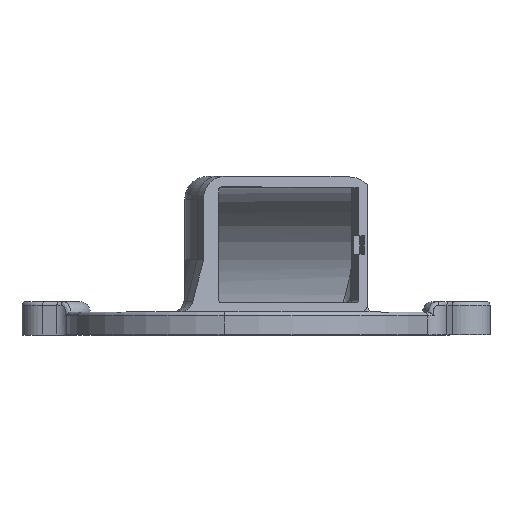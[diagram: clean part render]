
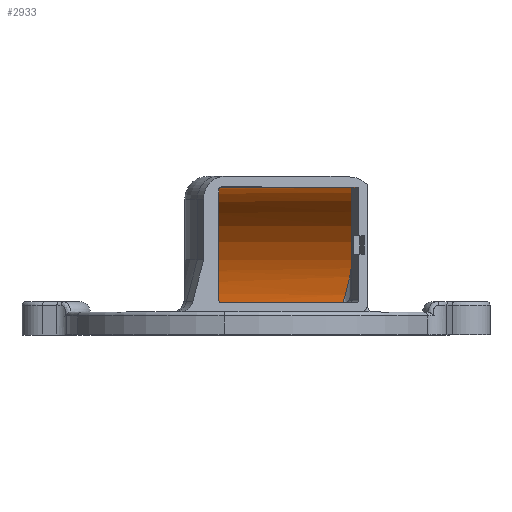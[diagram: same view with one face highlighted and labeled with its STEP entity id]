
A CAD part, top view. The second image highlights one B-rep face of the part: STEP entity #2933.
In plain terms, the highlighted cylindrical face has radius 16.5 mm (diameter 33 mm), a partial arc.
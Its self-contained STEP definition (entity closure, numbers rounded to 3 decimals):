
#100=ELLIPSE('',#3033,39.042,16.5);
#104=ELLIPSE('',#3205,18.206,16.5);
#254=FACE_OUTER_BOUND('',#418,.T.);
#418=EDGE_LOOP('',(#2622,#2623,#2624,#2625,#2626,#2627,#2628,#2629));
#563=CIRCLE('',#3215,16.5);
#564=CIRCLE('',#3217,16.5);
#722=B_SPLINE_CURVE_WITH_KNOTS('',3,(#18333,#18334,#18335,#18336,#18337,
#18338),.UNSPECIFIED.,.F.,.F.,(4,2,4),(-0.691,-0.345,
0.),.UNSPECIFIED.);
#723=B_SPLINE_CURVE_WITH_KNOTS('',3,(#18341,#18342,#18343,#18344,#18345,
#18346),.UNSPECIFIED.,.F.,.F.,(4,2,4),(-2.084,-1.739,
-1.394),.UNSPECIFIED.);
#864=LINE('',#18265,#1014);
#873=LINE('',#18340,#1023);
#1014=VECTOR('',#3836,10.);
#1023=VECTOR('',#3877,10.);
#1197=VERTEX_POINT('',#15390);
#1198=VERTEX_POINT('',#15392);
#1329=VERTEX_POINT('',#18263);
#1335=VERTEX_POINT('',#18294);
#1340=VERTEX_POINT('',#18319);
#1342=VERTEX_POINT('',#18330);
#1343=VERTEX_POINT('',#18332);
#1344=VERTEX_POINT('',#18339);
#1538=EDGE_CURVE('',#1197,#1198,#100,.F.);
#1764=EDGE_CURVE('',#1197,#1329,#864,.T.);
#1771=EDGE_CURVE('',#1198,#1335,#104,.T.);
#1781=EDGE_CURVE('',#1335,#1340,#563,.T.);
#1785=EDGE_CURVE('',#1342,#1329,#564,.T.);
#1786=EDGE_CURVE('',#1342,#1343,#722,.T.);
#1787=EDGE_CURVE('',#1343,#1344,#873,.T.);
#1788=EDGE_CURVE('',#1344,#1340,#723,.T.);
#2622=ORIENTED_EDGE('',*,*,#1781,.F.);
#2623=ORIENTED_EDGE('',*,*,#1771,.F.);
#2624=ORIENTED_EDGE('',*,*,#1538,.F.);
#2625=ORIENTED_EDGE('',*,*,#1764,.T.);
#2626=ORIENTED_EDGE('',*,*,#1785,.F.);
#2627=ORIENTED_EDGE('',*,*,#1786,.T.);
#2628=ORIENTED_EDGE('',*,*,#1787,.T.);
#2629=ORIENTED_EDGE('',*,*,#1788,.T.);
#2798=CYLINDRICAL_SURFACE('',#3216,16.5);
#2933=ADVANCED_FACE('',(#254),#2798,.F.);
#3033=AXIS2_PLACEMENT_3D('',#15393,#3409,#3410);
#3205=AXIS2_PLACEMENT_3D('',#18295,#3845,#3846);
#3215=AXIS2_PLACEMENT_3D('',#18320,#3869,#3870);
#3216=AXIS2_PLACEMENT_3D('',#18329,#3873,#3874);
#3217=AXIS2_PLACEMENT_3D('',#18331,#3875,#3876);
#3409=DIRECTION('center_axis',(0.423,0.,0.906));
#3410=DIRECTION('ref_axis',(0.906,0.,-0.423));
#3836=DIRECTION('',(-1.,0.,0.));
#3845=DIRECTION('center_axis',(-0.906,0.,0.423));
#3846=DIRECTION('ref_axis',(-0.423,0.,-0.906));
#3869=DIRECTION('center_axis',(-1.,0.,0.));
#3870=DIRECTION('ref_axis',(0.,0.707,-0.707));
#3873=DIRECTION('center_axis',(-1.,0.,0.));
#3874=DIRECTION('ref_axis',(0.,0.707,-0.707));
#3875=DIRECTION('center_axis',(1.,0.,0.));
#3876=DIRECTION('ref_axis',(0.,0.707,-0.707));
#3877=DIRECTION('',(1.,0.,0.));
#15390=CARTESIAN_POINT('',(10.282,29.45,-24.5));
#15392=CARTESIAN_POINT('',(10.936,29.447,-24.805));
#15393=CARTESIAN_POINT('Origin',(10.282,12.95,-24.5));
#18263=CARTESIAN_POINT('',(-10.,29.45,-24.5));
#18265=CARTESIAN_POINT('',(-4.577,29.45,-24.5));
#18294=CARTESIAN_POINT('',(10.,29.287,-26.812));
#18295=CARTESIAN_POINT('Origin',(11.078,12.95,-24.5));
#18319=CARTESIAN_POINT('',(10.,19.824,-39.5));
#18320=CARTESIAN_POINT('Origin',(10.,12.95,-24.5));
#18329=CARTESIAN_POINT('Origin',(-4.577,12.95,-24.5));
#18330=CARTESIAN_POINT('',(-10.,19.824,-39.5));
#18331=CARTESIAN_POINT('Origin',(-10.,12.95,-24.5));
#18332=CARTESIAN_POINT('',(-8.5,12.95,-41.));
#18333=CARTESIAN_POINT('Ctrl Pts',(-10.,19.824,-39.5));
#18334=CARTESIAN_POINT('Ctrl Pts',(-10.,18.777,-39.98));
#18335=CARTESIAN_POINT('Ctrl Pts',(-9.78,17.617,-40.372));
#18336=CARTESIAN_POINT('Ctrl Pts',(-9.198,15.253,-40.883));
#18337=CARTESIAN_POINT('Ctrl Pts',(-8.832,14.052,-41.));
#18338=CARTESIAN_POINT('Ctrl Pts',(-8.5,12.95,-41.));
#18339=CARTESIAN_POINT('',(8.5,12.95,-41.));
#18340=CARTESIAN_POINT('',(-4.577,12.95,-41.));
#18341=CARTESIAN_POINT('Ctrl Pts',(8.5,12.95,-41.));
#18342=CARTESIAN_POINT('Ctrl Pts',(8.832,14.052,-41.));
#18343=CARTESIAN_POINT('Ctrl Pts',(9.198,15.253,-40.883));
#18344=CARTESIAN_POINT('Ctrl Pts',(9.78,17.617,-40.372));
#18345=CARTESIAN_POINT('Ctrl Pts',(10.,18.777,-39.98));
#18346=CARTESIAN_POINT('Ctrl Pts',(10.,19.824,-39.5));
